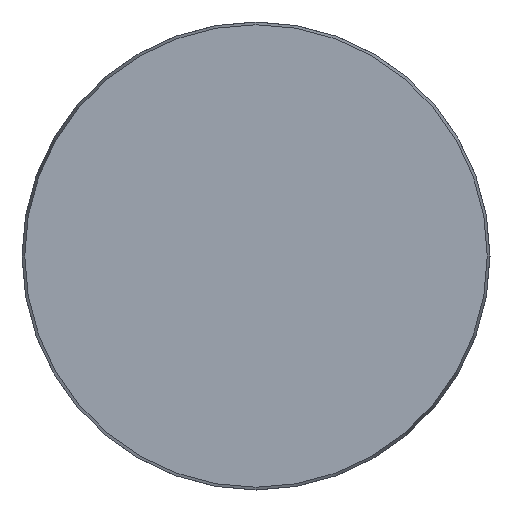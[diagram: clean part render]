
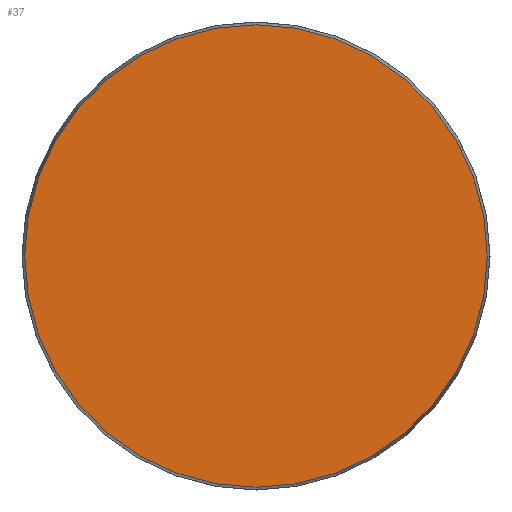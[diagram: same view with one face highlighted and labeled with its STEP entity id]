
A CAD part, front view. The second image highlights one B-rep face of the part: STEP entity #37.
In plain terms, the highlighted planar face has unit normal (0, -1, 0).
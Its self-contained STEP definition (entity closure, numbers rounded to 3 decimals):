
#37 = ADVANCED_FACE ( 'NONE', ( #614 ), #606, .F. ) ;
#109 = AXIS2_PLACEMENT_3D ( 'NONE', #388, #431, #214 ) ;
#112 = DIRECTION ( 'NONE',  ( 0., -1., 0. ) ) ;
#154 = EDGE_CURVE ( 'NONE', #495, #495, #205, .T. ) ;
#205 = CIRCLE ( 'NONE', #412, 48.425 ) ;
#214 = DIRECTION ( 'NONE',  ( 0., 0., 1. ) ) ;
#233 = ORIENTED_EDGE ( 'NONE', *, *, #154, .T. ) ;
#388 = CARTESIAN_POINT ( 'NONE',  ( -48.425, 0., 0. ) ) ;
#412 = AXIS2_PLACEMENT_3D ( 'NONE', #630, #112, #736 ) ;
#431 = DIRECTION ( 'NONE',  ( 0., 1., 0. ) ) ;
#495 = VERTEX_POINT ( 'NONE', #607 ) ;
#554 = EDGE_LOOP ( 'NONE', ( #233 ) ) ;
#606 = PLANE ( 'NONE',  #109 ) ;
#607 = CARTESIAN_POINT ( 'NONE',  ( 0., 0., -48.425 ) ) ;
#614 = FACE_OUTER_BOUND ( 'NONE', #554, .T. ) ;
#630 = CARTESIAN_POINT ( 'NONE',  ( 0., 0., 0. ) ) ;
#736 = DIRECTION ( 'NONE',  ( 0., 0., -1. ) ) ;
